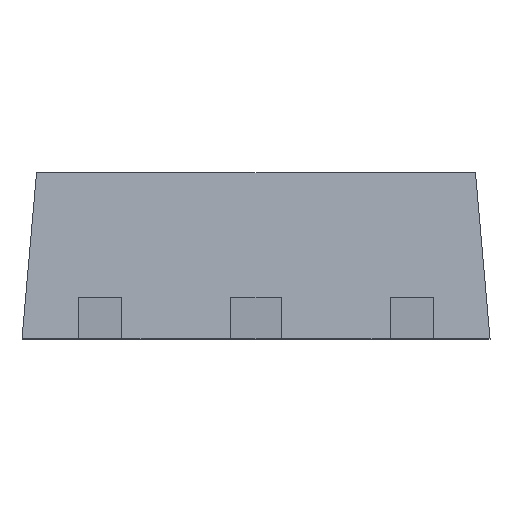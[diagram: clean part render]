
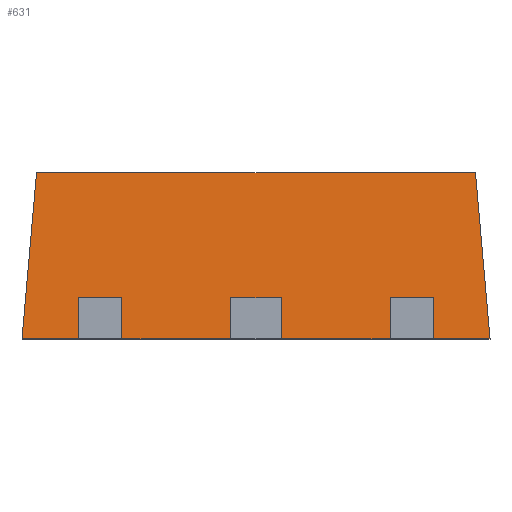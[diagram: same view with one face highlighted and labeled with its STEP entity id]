
A CAD part, top view. The second image highlights one B-rep face of the part: STEP entity #631.
In plain terms, the highlighted planar face has unit normal (0, 0.087, 0.996).
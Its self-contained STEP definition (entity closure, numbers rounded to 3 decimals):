
#24 = EDGE_CURVE ( 'NONE', #2228, #2218, #419, .T. ) ;
#29 = LINE ( 'NONE', #1882, #1870 ) ;
#33 = CARTESIAN_POINT ( 'NONE',  ( -0.242, 0., 1.047 ) ) ;
#66 = LINE ( 'NONE', #1631, #1071 ) ;
#79 = EDGE_CURVE ( 'NONE', #2279, #587, #1704, .T. ) ;
#82 = VECTOR ( 'NONE', #1585, 1000. ) ;
#107 = CARTESIAN_POINT ( 'NONE',  ( 1.29, 0., 1.047 ) ) ;
#108 = VECTOR ( 'NONE', #875, 1000. ) ;
#155 = ORIENTED_EDGE ( 'NONE', *, *, #565, .F. ) ;
#169 = VERTEX_POINT ( 'NONE', #597 ) ;
#206 = ORIENTED_EDGE ( 'NONE', *, *, #1278, .T. ) ;
#219 = DIRECTION ( 'NONE',  ( 1., 0., 0. ) ) ;
#232 = LINE ( 'NONE', #922, #2138 ) ;
#242 = VERTEX_POINT ( 'NONE', #578 ) ;
#277 = VERTEX_POINT ( 'NONE', #2263 ) ;
#280 = DIRECTION ( 'NONE',  ( 0., 0.087, 0.996 ) ) ;
#301 = ORIENTED_EDGE ( 'NONE', *, *, #443, .F. ) ;
#308 = DIRECTION ( 'NONE',  ( 0., -0.996, 0.087 ) ) ;
#348 = VERTEX_POINT ( 'NONE', #107 ) ;
#402 = CARTESIAN_POINT ( 'NONE',  ( 2.25, 0., 1.047 ) ) ;
#406 = LINE ( 'NONE', #507, #1820 ) ;
#407 = ORIENTED_EDGE ( 'NONE', *, *, #1215, .T. ) ;
#419 = LINE ( 'NONE', #514, #2103 ) ;
#430 = CARTESIAN_POINT ( 'NONE',  ( -1.29, 0.395, 1.013 ) ) ;
#433 = EDGE_CURVE ( 'NONE', #1260, #1395, #66, .T. ) ;
#442 = LINE ( 'NONE', #1258, #1859 ) ;
#443 = EDGE_CURVE ( 'NONE', #242, #2086, #406, .T. ) ;
#506 = ORIENTED_EDGE ( 'NONE', *, *, #513, .T. ) ;
#507 = CARTESIAN_POINT ( 'NONE',  ( 2.25, 0., 1.047 ) ) ;
#510 = CARTESIAN_POINT ( 'NONE',  ( 1.29, 0., 1.047 ) ) ;
#513 = EDGE_CURVE ( 'NONE', #828, #169, #519, .T. ) ;
#514 = CARTESIAN_POINT ( 'NONE',  ( -2.25, 0.395, 1.013 ) ) ;
#519 = LINE ( 'NONE', #1310, #1467 ) ;
#520 = DIRECTION ( 'NONE',  ( 0.087, -0.992, 0.087 ) ) ;
#548 = DIRECTION ( 'NONE',  ( 1., 0., 0. ) ) ;
#565 = EDGE_CURVE ( 'NONE', #1281, #2228, #1193, .T. ) ;
#578 = CARTESIAN_POINT ( 'NONE',  ( 2.11, 1.6, 0.908 ) ) ;
#587 = VERTEX_POINT ( 'NONE', #616 ) ;
#597 = CARTESIAN_POINT ( 'NONE',  ( 1.71, 0.395, 1.013 ) ) ;
#601 = EDGE_CURVE ( 'NONE', #1863, #1007, #1075, .T. ) ;
#602 = LINE ( 'NONE', #510, #108 ) ;
#616 = CARTESIAN_POINT ( 'NONE',  ( -1.71, 0., 1.047 ) ) ;
#631 = ADVANCED_FACE ( 'NONE', ( #1960 ), #1575, .T. ) ;
#640 = CARTESIAN_POINT ( 'NONE',  ( -0.242, 0.395, 1.013 ) ) ;
#677 = EDGE_LOOP ( 'NONE', ( #989, #506, #1574, #810, #301, #2146, #2178, #407, #2176, #1330, #1550, #2238, #2051, #1567, #155, #206 ) ) ;
#794 = EDGE_CURVE ( 'NONE', #1863, #1397, #442, .T. ) ;
#800 = DIRECTION ( 'NONE',  ( 1., 0., 0. ) ) ;
#810 = ORIENTED_EDGE ( 'NONE', *, *, #2241, .T. ) ;
#823 = DIRECTION ( 'NONE',  ( 0., -0.996, 0.087 ) ) ;
#828 = VERTEX_POINT ( 'NONE', #2182 ) ;
#875 = DIRECTION ( 'NONE',  ( 0., -0.996, 0.087 ) ) ;
#888 = DIRECTION ( 'NONE',  ( -0.087, -0.992, 0.087 ) ) ;
#917 = VECTOR ( 'NONE', #945, 1000. ) ;
#922 = CARTESIAN_POINT ( 'NONE',  ( -2.25, 0., 1.047 ) ) ;
#945 = DIRECTION ( 'NONE',  ( 0., 0.996, -0.087 ) ) ;
#965 = VECTOR ( 'NONE', #2310, 1000. ) ;
#989 = ORIENTED_EDGE ( 'NONE', *, *, #1829, .F. ) ;
#1007 = VERTEX_POINT ( 'NONE', #430 ) ;
#1071 = VECTOR ( 'NONE', #888, 1000. ) ;
#1075 = LINE ( 'NONE', #2074, #917 ) ;
#1111 = LINE ( 'NONE', #2113, #1500 ) ;
#1116 = CARTESIAN_POINT ( 'NONE',  ( -2.25, 0.395, 1.013 ) ) ;
#1118 = DIRECTION ( 'NONE',  ( 1., 0., 0. ) ) ;
#1193 = LINE ( 'NONE', #1881, #2088 ) ;
#1215 = EDGE_CURVE ( 'NONE', #1395, #587, #1950, .T. ) ;
#1247 = DIRECTION ( 'NONE',  ( -1., 0., 0. ) ) ;
#1258 = CARTESIAN_POINT ( 'NONE',  ( -2.25, 0., 1.047 ) ) ;
#1260 = VERTEX_POINT ( 'NONE', #2039 ) ;
#1278 = EDGE_CURVE ( 'NONE', #1281, #348, #232, .T. ) ;
#1281 = VERTEX_POINT ( 'NONE', #2059 ) ;
#1283 = DIRECTION ( 'NONE',  ( 1., 0., 0. ) ) ;
#1299 = DIRECTION ( 'NONE',  ( 1., 0., 0. ) ) ;
#1310 = CARTESIAN_POINT ( 'NONE',  ( -2.25, 0.395, 1.013 ) ) ;
#1330 = ORIENTED_EDGE ( 'NONE', *, *, #1996, .T. ) ;
#1395 = VERTEX_POINT ( 'NONE', #2230 ) ;
#1397 = VERTEX_POINT ( 'NONE', #33 ) ;
#1422 = LINE ( 'NONE', #2109, #82 ) ;
#1467 = VECTOR ( 'NONE', #1299, 1000. ) ;
#1500 = VECTOR ( 'NONE', #823, 1000. ) ;
#1550 = ORIENTED_EDGE ( 'NONE', *, *, #601, .F. ) ;
#1567 = ORIENTED_EDGE ( 'NONE', *, *, #24, .F. ) ;
#1574 = ORIENTED_EDGE ( 'NONE', *, *, #1901, .F. ) ;
#1575 = PLANE ( 'NONE',  #1614 ) ;
#1576 = CARTESIAN_POINT ( 'NONE',  ( 0.242, 0.395, 1.013 ) ) ;
#1585 = DIRECTION ( 'NONE',  ( 1., 0., 0. ) ) ;
#1614 = AXIS2_PLACEMENT_3D ( 'NONE', #2301, #280, #308 ) ;
#1615 = CARTESIAN_POINT ( 'NONE',  ( 1.71, 0., 1.047 ) ) ;
#1631 = CARTESIAN_POINT ( 'NONE',  ( -2.25, 0., 1.047 ) ) ;
#1648 = CARTESIAN_POINT ( 'NONE',  ( -2.25, 0., 1.047 ) ) ;
#1650 = VECTOR ( 'NONE', #2012, 1000. ) ;
#1697 = EDGE_CURVE ( 'NONE', #2218, #1397, #1111, .T. ) ;
#1704 = LINE ( 'NONE', #2025, #1650 ) ;
#1820 = VECTOR ( 'NONE', #520, 1000. ) ;
#1829 = EDGE_CURVE ( 'NONE', #828, #348, #602, .T. ) ;
#1859 = VECTOR ( 'NONE', #1283, 1000. ) ;
#1863 = VERTEX_POINT ( 'NONE', #2354 ) ;
#1870 = VECTOR ( 'NONE', #800, 1000. ) ;
#1881 = CARTESIAN_POINT ( 'NONE',  ( 0.243, 0., 1.047 ) ) ;
#1882 = CARTESIAN_POINT ( 'NONE',  ( 0., 1.6, 0.908 ) ) ;
#1901 = EDGE_CURVE ( 'NONE', #277, #169, #2065, .T. ) ;
#1950 = LINE ( 'NONE', #1648, #2072 ) ;
#1960 = FACE_OUTER_BOUND ( 'NONE', #677, .T. ) ;
#1984 = VECTOR ( 'NONE', #548, 1000. ) ;
#1996 = EDGE_CURVE ( 'NONE', #2279, #1007, #2169, .T. ) ;
#2012 = DIRECTION ( 'NONE',  ( 0., -0.996, 0.087 ) ) ;
#2025 = CARTESIAN_POINT ( 'NONE',  ( -1.71, 0., 1.047 ) ) ;
#2039 = CARTESIAN_POINT ( 'NONE',  ( -2.11, 1.6, 0.908 ) ) ;
#2051 = ORIENTED_EDGE ( 'NONE', *, *, #1697, .F. ) ;
#2059 = CARTESIAN_POINT ( 'NONE',  ( 0.242, 0., 1.047 ) ) ;
#2065 = LINE ( 'NONE', #1615, #965 ) ;
#2072 = VECTOR ( 'NONE', #219, 1000. ) ;
#2074 = CARTESIAN_POINT ( 'NONE',  ( -1.29, 0., 1.047 ) ) ;
#2086 = VERTEX_POINT ( 'NONE', #402 ) ;
#2088 = VECTOR ( 'NONE', #2239, 1000. ) ;
#2103 = VECTOR ( 'NONE', #1247, 1000. ) ;
#2109 = CARTESIAN_POINT ( 'NONE',  ( -2.25, 0., 1.047 ) ) ;
#2113 = CARTESIAN_POINT ( 'NONE',  ( -0.243, 0., 1.047 ) ) ;
#2123 = CARTESIAN_POINT ( 'NONE',  ( -1.71, 0.395, 1.013 ) ) ;
#2125 = EDGE_CURVE ( 'NONE', #1260, #242, #29, .T. ) ;
#2138 = VECTOR ( 'NONE', #1118, 1000. ) ;
#2146 = ORIENTED_EDGE ( 'NONE', *, *, #2125, .F. ) ;
#2169 = LINE ( 'NONE', #1116, #1984 ) ;
#2176 = ORIENTED_EDGE ( 'NONE', *, *, #79, .F. ) ;
#2178 = ORIENTED_EDGE ( 'NONE', *, *, #433, .T. ) ;
#2182 = CARTESIAN_POINT ( 'NONE',  ( 1.29, 0.395, 1.013 ) ) ;
#2218 = VERTEX_POINT ( 'NONE', #640 ) ;
#2228 = VERTEX_POINT ( 'NONE', #1576 ) ;
#2230 = CARTESIAN_POINT ( 'NONE',  ( -2.25, 0., 1.047 ) ) ;
#2238 = ORIENTED_EDGE ( 'NONE', *, *, #794, .T. ) ;
#2239 = DIRECTION ( 'NONE',  ( 0., 0.996, -0.087 ) ) ;
#2241 = EDGE_CURVE ( 'NONE', #277, #2086, #1422, .T. ) ;
#2263 = CARTESIAN_POINT ( 'NONE',  ( 1.71, 0., 1.047 ) ) ;
#2279 = VERTEX_POINT ( 'NONE', #2123 ) ;
#2301 = CARTESIAN_POINT ( 'NONE',  ( -2.25, 0., 1.047 ) ) ;
#2310 = DIRECTION ( 'NONE',  ( 0., 0.996, -0.087 ) ) ;
#2354 = CARTESIAN_POINT ( 'NONE',  ( -1.29, 0., 1.047 ) ) ;
